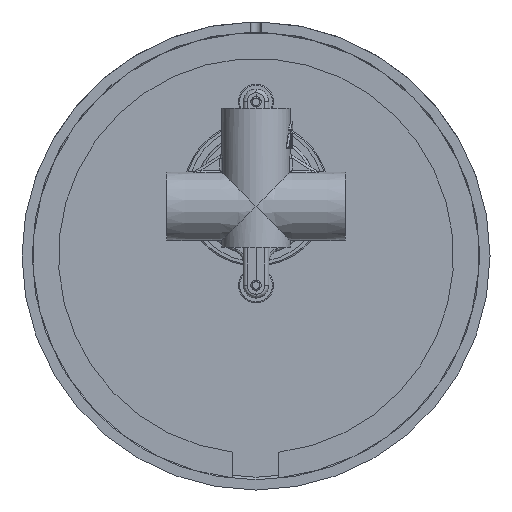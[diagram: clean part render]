
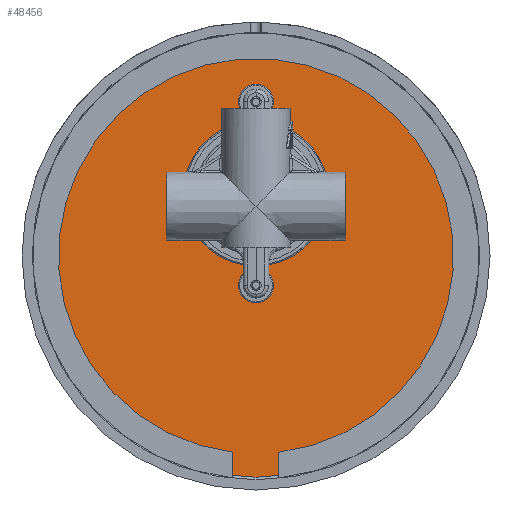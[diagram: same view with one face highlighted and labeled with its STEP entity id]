
A CAD part, front view. The second image highlights one B-rep face of the part: STEP entity #48456.
In plain terms, the highlighted planar face has unit normal (0, -1, 0).
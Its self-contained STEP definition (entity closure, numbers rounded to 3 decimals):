
#47117=CARTESIAN_POINT('',(0.,8.,0.));
#47118=DIRECTION('',(0.,1.,0.));
#47119=DIRECTION('',(-1.,0.,0.));
#47120=AXIS2_PLACEMENT_3D('',#47117,#47118,#47119);
#47122=CARTESIAN_POINT('',(0.,8.,0.));
#47123=DIRECTION('',(0.,1.,0.));
#47124=DIRECTION('',(1.,0.,0.));
#47125=AXIS2_PLACEMENT_3D('',#47122,#47123,#47124);
#47127=CARTESIAN_POINT('',(0.,8.,24.5));
#47128=DIRECTION('',(0.,-1.,0.));
#47129=DIRECTION('',(0.,0.,-1.));
#47130=AXIS2_PLACEMENT_3D('',#47127,#47128,#47129);
#47132=CARTESIAN_POINT('',(0.,8.,24.5));
#47133=DIRECTION('',(0.,-1.,0.));
#47134=DIRECTION('',(0.,0.,1.));
#47135=AXIS2_PLACEMENT_3D('',#47132,#47133,#47134);
#47137=CARTESIAN_POINT('',(0.,8.,60.5));
#47138=DIRECTION('',(0.,-1.,0.));
#47139=DIRECTION('',(0.,0.,-1.));
#47140=AXIS2_PLACEMENT_3D('',#47137,#47138,#47139);
#47142=CARTESIAN_POINT('',(0.,8.,60.5));
#47143=DIRECTION('',(0.,-1.,0.));
#47144=DIRECTION('',(0.,0.,1.));
#47145=AXIS2_PLACEMENT_3D('',#47142,#47143,#47144);
#47147=CARTESIAN_POINT('',(0.,8.,-11.5));
#47148=DIRECTION('',(0.,-1.,0.));
#47149=DIRECTION('',(0.,0.,-1.));
#47150=AXIS2_PLACEMENT_3D('',#47147,#47148,#47149);
#47152=CARTESIAN_POINT('',(0.,8.,-11.5));
#47153=DIRECTION('',(0.,-1.,0.));
#47154=DIRECTION('',(0.,0.,1.));
#47155=AXIS2_PLACEMENT_3D('',#47152,#47153,#47154);
#48203=CARTESIAN_POINT('',(-86.8,8.,0.));
#48204=CARTESIAN_POINT('',(86.8,8.,0.));
#48205=VERTEX_POINT('',#48203);
#48206=VERTEX_POINT('',#48204);
#48219=CARTESIAN_POINT('',(0.,8.,-4.));
#48220=CARTESIAN_POINT('',(0.,8.,53.));
#48221=VERTEX_POINT('',#48219);
#48222=VERTEX_POINT('',#48220);
#48227=CARTESIAN_POINT('',(0.,8.,53.6));
#48228=CARTESIAN_POINT('',(0.,8.,67.4));
#48229=VERTEX_POINT('',#48227);
#48230=VERTEX_POINT('',#48228);
#48235=CARTESIAN_POINT('',(0.,8.,-18.4));
#48236=CARTESIAN_POINT('',(0.,8.,-4.6));
#48237=VERTEX_POINT('',#48235);
#48238=VERTEX_POINT('',#48236);
#48427=CARTESIAN_POINT('',(0.,8.,0.));
#48428=DIRECTION('',(0.,-1.,0.));
#48429=DIRECTION('',(1.,0.,0.));
#48430=AXIS2_PLACEMENT_3D('',#48427,#48428,#48429);
#48431=PLANE('',#48430);
#48433=ORIENTED_EDGE('',*,*,#48432,.T.);
#48435=ORIENTED_EDGE('',*,*,#48434,.T.);
#48436=EDGE_LOOP('',(#48433,#48435));
#48437=FACE_OUTER_BOUND('',#48436,.F.);
#48439=ORIENTED_EDGE('',*,*,#48438,.T.);
#48441=ORIENTED_EDGE('',*,*,#48440,.T.);
#48442=EDGE_LOOP('',(#48439,#48441));
#48443=FACE_BOUND('',#48442,.F.);
#48445=ORIENTED_EDGE('',*,*,#48444,.T.);
#48447=ORIENTED_EDGE('',*,*,#48446,.T.);
#48448=EDGE_LOOP('',(#48445,#48447));
#48449=FACE_BOUND('',#48448,.F.);
#48451=ORIENTED_EDGE('',*,*,#48450,.T.);
#48453=ORIENTED_EDGE('',*,*,#48452,.T.);
#48454=EDGE_LOOP('',(#48451,#48453));
#48455=FACE_BOUND('',#48454,.F.);
#48456=ADVANCED_FACE('',(#48437,#48443,#48449,#48455),#48431,.T.);
#47121=CIRCLE('',#47120,86.8);
#47126=CIRCLE('',#47125,86.8);
#47131=CIRCLE('',#47130,28.5);
#47136=CIRCLE('',#47135,28.5);
#47141=CIRCLE('',#47140,6.9);
#47146=CIRCLE('',#47145,6.9);
#47151=CIRCLE('',#47150,6.9);
#47156=CIRCLE('',#47155,6.9);
#48432=EDGE_CURVE('',#48205,#48206,#47121,.T.);
#48434=EDGE_CURVE('',#48206,#48205,#47126,.T.);
#48438=EDGE_CURVE('',#48221,#48222,#47131,.T.);
#48440=EDGE_CURVE('',#48222,#48221,#47136,.T.);
#48444=EDGE_CURVE('',#48229,#48230,#47141,.T.);
#48446=EDGE_CURVE('',#48230,#48229,#47146,.T.);
#48450=EDGE_CURVE('',#48237,#48238,#47151,.T.);
#48452=EDGE_CURVE('',#48238,#48237,#47156,.T.);
